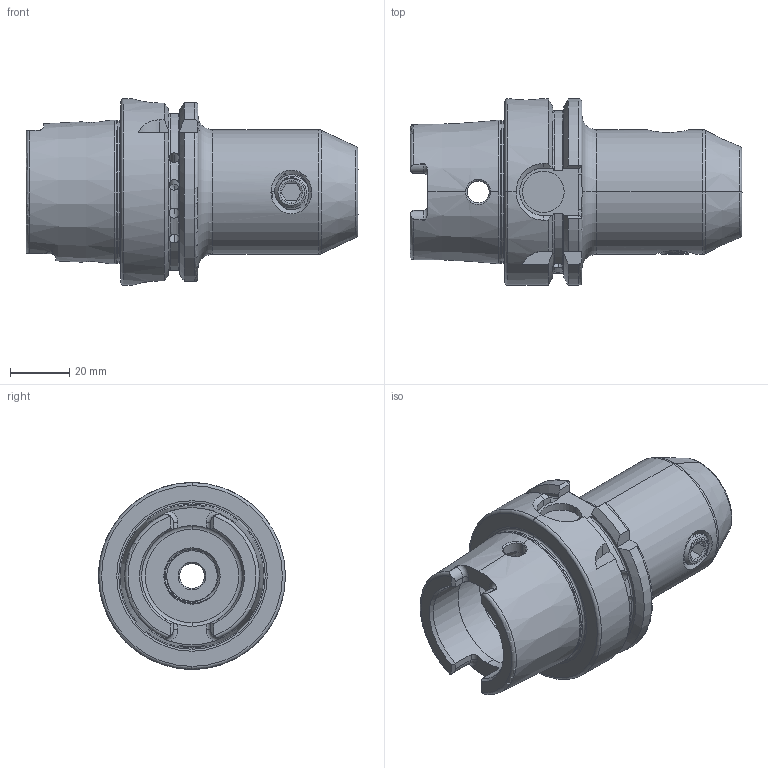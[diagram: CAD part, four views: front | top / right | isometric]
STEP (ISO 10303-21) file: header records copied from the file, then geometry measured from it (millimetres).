
FILE_DESCRIPTION (( 'STEP AP203' ), '1' );
FILE_NAME ('A63.04.12.K.STEP', '2016-09-01T05:24:14', ( '' ), ( '' ), 'SwSTEP 2.0', 'SolidWorks 2012', '' );
FILE_SCHEMA (( 'CONFIG_CONTROL_DESIGN' ));
Products named in the file (3): 側固12_M12x1.75_16L; A63.04.12.K
Assembly tree (2 placements, depth 2):
  A63.04.12.K
    A63.04.12.K
    側固12_M12x1.75_16L
Bounding box: 112 x 63 x 63 mm (x, y, z)
Volume: 143304.5 mm3; surface area: 34140.4 mm2
Topology: 2 solids, 2 shells, 327 faces, 883 edges, 558 vertices
Faces by surface type: cylinder 122, plane 82, torus 43, cone 43, bspline 35, sphere 2
Entity records: 33024 total; most frequent: CARTESIAN_POINT 25370, ORIENTED_EDGE 1742, DIRECTION 1297, EDGE_CURVE 871, VERTEX_POINT 558, AXIS2_PLACEMENT_3D 516, EDGE_LOOP 345, FACE_OUTER_BOUND 327
